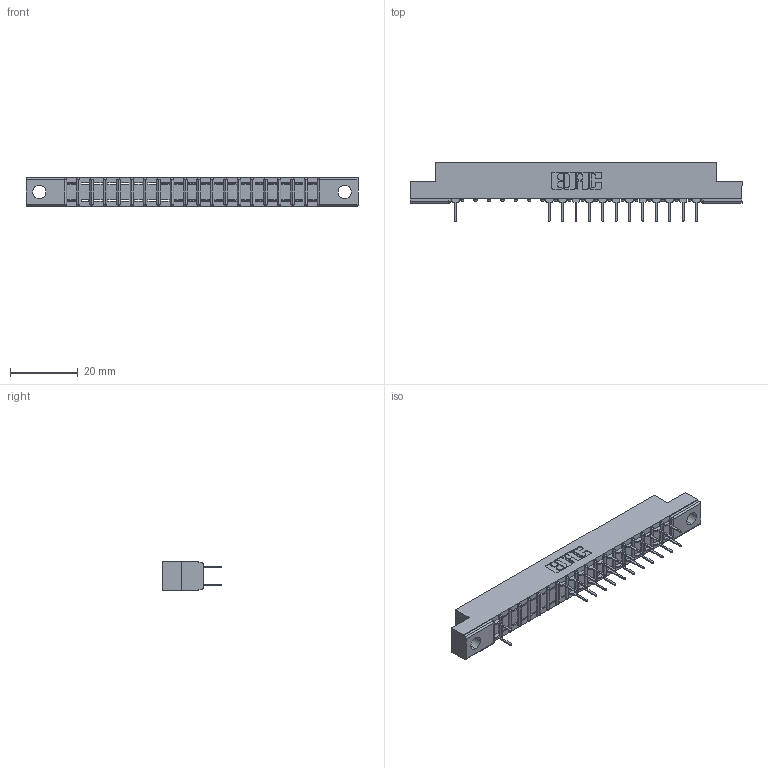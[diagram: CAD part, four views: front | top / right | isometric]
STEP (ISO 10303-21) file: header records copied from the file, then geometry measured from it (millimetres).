
FILE_DESCRIPTION (( 'STEP AP203' ), '1' );
FILE_NAME ('307-038-524-204.STEP', '2018-08-05T11:43:57', ( '' ), ( '' ), 'SwSTEP 2.0', 'SolidWorks 2016', '' );
FILE_SCHEMA (( 'CONFIG_CONTROL_DESIGN' ));
Length unit declared in the file: inch
Products named in the file (3): 307-038-524-204; 307 Part_.156 Dia Mounting Holes; 307-290-001_524
Assembly tree (26 placements, depth 2):
  307-038-524-204
    307 Part_.156 Dia Mounting Holes
    307-290-001_524  x25
Bounding box: 98.3 x 17.42 x 8.71 mm (x, y, z)
Volume: 6147.7 mm3; surface area: 9553.8 mm2
Topology: 26 solids, 26 shells, 1432 faces, 4025 edges, 2594 vertices
Faces by surface type: plane 937, cylinder 455, sphere 40
Entity records: 19702 total; most frequent: CARTESIAN_POINT 3288, ORIENTED_EDGE 3266, DIRECTION 3209, EDGE_CURVE 1633, VECTOR 1251, LINE 1251, VERTEX_POINT 1058, AXIS2_PLACEMENT_3D 979
